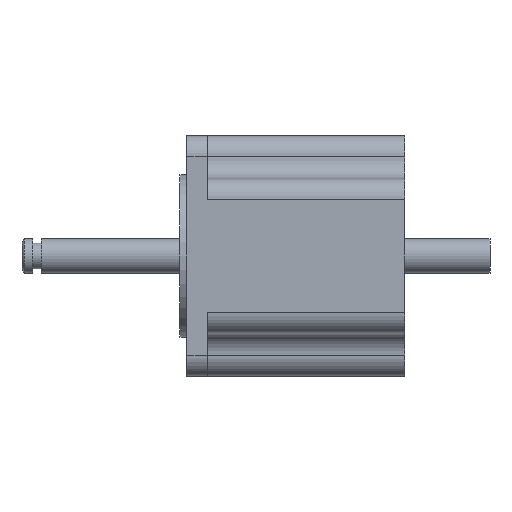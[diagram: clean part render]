
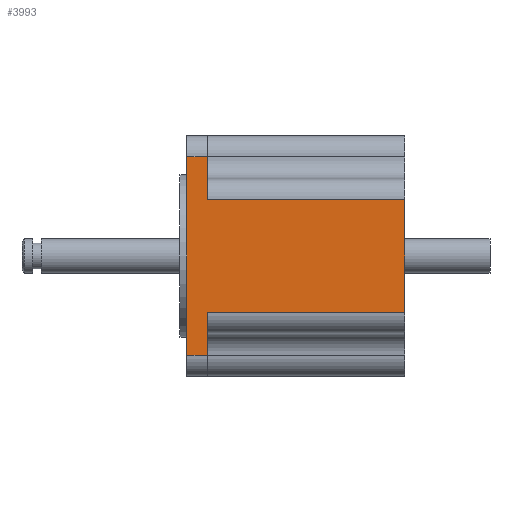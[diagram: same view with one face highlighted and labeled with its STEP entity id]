
A CAD part, left-side view. The second image highlights one B-rep face of the part: STEP entity #3993.
In plain terms, the highlighted planar face has unit normal (-1, 0, 0).
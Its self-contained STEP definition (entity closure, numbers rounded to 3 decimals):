
#182 = VERTEX_POINT ( 'NONE', #5115 ) ;
#197 = VECTOR ( 'NONE', #5073, 1000. ) ;
#234 = VERTEX_POINT ( 'NONE', #3020 ) ;
#243 = ORIENTED_EDGE ( 'NONE', *, *, #4560, .T. ) ;
#303 = VERTEX_POINT ( 'NONE', #2558 ) ;
#343 = CARTESIAN_POINT ( 'NONE',  ( -109.185, 46.2, -37.303 ) ) ;
#440 = DIRECTION ( 'NONE',  ( 1., 0., 0. ) ) ;
#489 = EDGE_CURVE ( 'NONE', #303, #4962, #4734, .T. ) ;
#705 = VECTOR ( 'NONE', #5023, 1000. ) ;
#743 = CARTESIAN_POINT ( 'NONE',  ( -109.185, 46.2, -47.303 ) ) ;
#791 = CARTESIAN_POINT ( 'NONE',  ( -109.185, 51., -47.303 ) ) ;
#832 = LINE ( 'NONE', #4821, #4959 ) ;
#850 = ORIENTED_EDGE ( 'NONE', *, *, #5192, .F. ) ;
#1160 = ORIENTED_EDGE ( 'NONE', *, *, #3648, .T. ) ;
#1228 = CARTESIAN_POINT ( 'NONE',  ( -109.185, 51., -52.303 ) ) ;
#1262 = CARTESIAN_POINT ( 'NONE',  ( -109.185, 51., -0.903 ) ) ;
#1361 = CARTESIAN_POINT ( 'NONE',  ( -109.185, 0., -52.303 ) ) ;
#1490 = VECTOR ( 'NONE', #2988, 1000. ) ;
#1509 = CARTESIAN_POINT ( 'NONE',  ( -109.185, 51., -47.303 ) ) ;
#1543 = CARTESIAN_POINT ( 'NONE',  ( -109.185, 46.2, -52.303 ) ) ;
#1613 = PLANE ( 'NONE',  #3341 ) ;
#1675 = ORIENTED_EDGE ( 'NONE', *, *, #4633, .T. ) ;
#1676 = VERTEX_POINT ( 'NONE', #743 ) ;
#1699 = VERTEX_POINT ( 'NONE', #343 ) ;
#1801 = ORIENTED_EDGE ( 'NONE', *, *, #4399, .F. ) ;
#1846 = CARTESIAN_POINT ( 'NONE',  ( -109.185, 51., -37.303 ) ) ;
#1898 = DIRECTION ( 'NONE',  ( 0., 0., -1. ) ) ;
#1904 = DIRECTION ( 'NONE',  ( 0., -1., 0. ) ) ;
#2101 = FACE_OUTER_BOUND ( 'NONE', #2613, .T. ) ;
#2134 = LINE ( 'NONE', #1543, #3076 ) ;
#2192 = LINE ( 'NONE', #1509, #3261 ) ;
#2249 = VERTEX_POINT ( 'NONE', #791 ) ;
#2253 = EDGE_CURVE ( 'NONE', #4962, #234, #832, .T. ) ;
#2408 = VECTOR ( 'NONE', #1898, 1000. ) ;
#2419 = DIRECTION ( 'NONE',  ( 0., 1., 0. ) ) ;
#2468 = VECTOR ( 'NONE', #3360, 1000. ) ;
#2558 = CARTESIAN_POINT ( 'NONE',  ( -109.185, 0., -37.303 ) ) ;
#2613 = EDGE_LOOP ( 'NONE', ( #3116, #3406, #3024, #1160, #850, #1675, #1801, #243 ) ) ;
#2937 = LINE ( 'NONE', #4612, #705 ) ;
#2988 = DIRECTION ( 'NONE',  ( 0., 1., 0. ) ) ;
#3020 = CARTESIAN_POINT ( 'NONE',  ( -109.185, 46.2, -10.903 ) ) ;
#3024 = ORIENTED_EDGE ( 'NONE', *, *, #4306, .F. ) ;
#3076 = VECTOR ( 'NONE', #3552, 1000. ) ;
#3116 = ORIENTED_EDGE ( 'NONE', *, *, #489, .T. ) ;
#3222 = DIRECTION ( 'NONE',  ( 0., 0., -1. ) ) ;
#3235 = CARTESIAN_POINT ( 'NONE',  ( -109.185, 0., -10.903 ) ) ;
#3261 = VECTOR ( 'NONE', #1904, 1000. ) ;
#3341 = AXIS2_PLACEMENT_3D ( 'NONE', #1228, #440, #3222 ) ;
#3360 = DIRECTION ( 'NONE',  ( 0., 0., 1. ) ) ;
#3378 = LINE ( 'NONE', #1846, #197 ) ;
#3406 = ORIENTED_EDGE ( 'NONE', *, *, #2253, .T. ) ;
#3453 = LINE ( 'NONE', #4300, #2408 ) ;
#3552 = DIRECTION ( 'NONE',  ( 0., 0., -1. ) ) ;
#3648 = EDGE_CURVE ( 'NONE', #182, #4994, #3853, .T. ) ;
#3853 = LINE ( 'NONE', #4208, #1490 ) ;
#3993 = ADVANCED_FACE ( 'NONE', ( #2101 ), #1613, .F. ) ;
#4208 = CARTESIAN_POINT ( 'NONE',  ( -109.185, 51., -0.903 ) ) ;
#4300 = CARTESIAN_POINT ( 'NONE',  ( -109.185, 46.2, 4.097 ) ) ;
#4306 = EDGE_CURVE ( 'NONE', #182, #234, #3453, .T. ) ;
#4399 = EDGE_CURVE ( 'NONE', #1699, #1676, #2134, .T. ) ;
#4560 = EDGE_CURVE ( 'NONE', #1699, #303, #3378, .T. ) ;
#4612 = CARTESIAN_POINT ( 'NONE',  ( -109.185, 51., -52.303 ) ) ;
#4633 = EDGE_CURVE ( 'NONE', #2249, #1676, #2192, .T. ) ;
#4734 = LINE ( 'NONE', #1361, #2468 ) ;
#4821 = CARTESIAN_POINT ( 'NONE',  ( -109.185, 51., -10.903 ) ) ;
#4959 = VECTOR ( 'NONE', #2419, 1000. ) ;
#4962 = VERTEX_POINT ( 'NONE', #3235 ) ;
#4994 = VERTEX_POINT ( 'NONE', #1262 ) ;
#5023 = DIRECTION ( 'NONE',  ( 0., 0., 1. ) ) ;
#5073 = DIRECTION ( 'NONE',  ( 0., -1., 0. ) ) ;
#5115 = CARTESIAN_POINT ( 'NONE',  ( -109.185, 46.2, -0.903 ) ) ;
#5192 = EDGE_CURVE ( 'NONE', #2249, #4994, #2937, .T. ) ;
